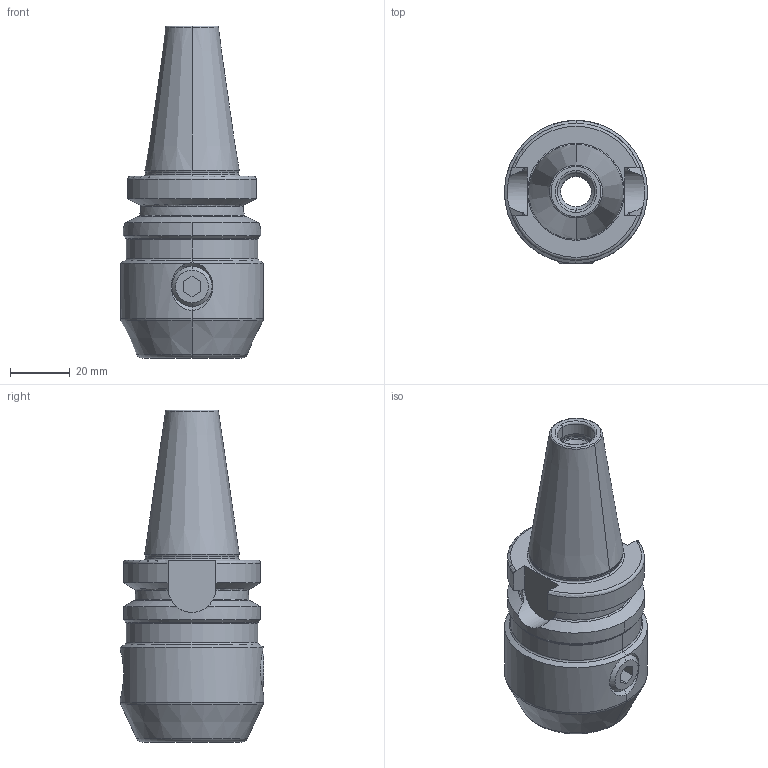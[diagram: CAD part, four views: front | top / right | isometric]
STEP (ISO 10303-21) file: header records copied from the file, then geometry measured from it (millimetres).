
FILE_DESCRIPTION((''),'2;1');
FILE_NAME('305_04_16','2020-07-14T',('104091'),(''),'CREO PARAMETRIC BY PTC INC, 2015290','CREO PARAMETRIC BY PTC INC, 2015290','');
FILE_SCHEMA(('CONFIG_CONTROL_DESIGN'));
Length unit declared in the file: millimetre
Products named in the file (1): 305_04_16
Bounding box: 48 x 48 x 111.4 mm (x, y, z)
Volume: 102593.8 mm3; surface area: 20342.2 mm2
Topology: 1 solids, 1 shells, 101 faces, 235 edges, 137 vertices
Faces by surface type: torus 28, cone 26, cylinder 26, plane 19, sphere 2
Entity records: 3131 total; most frequent: CARTESIAN_POINT 790, DIRECTION 515, ORIENTED_EDGE 466, EDGE_CURVE 233, AXIS2_PLACEMENT_3D 218, VERTEX_POINT 137, CIRCLE 114, EDGE_LOOP 106
